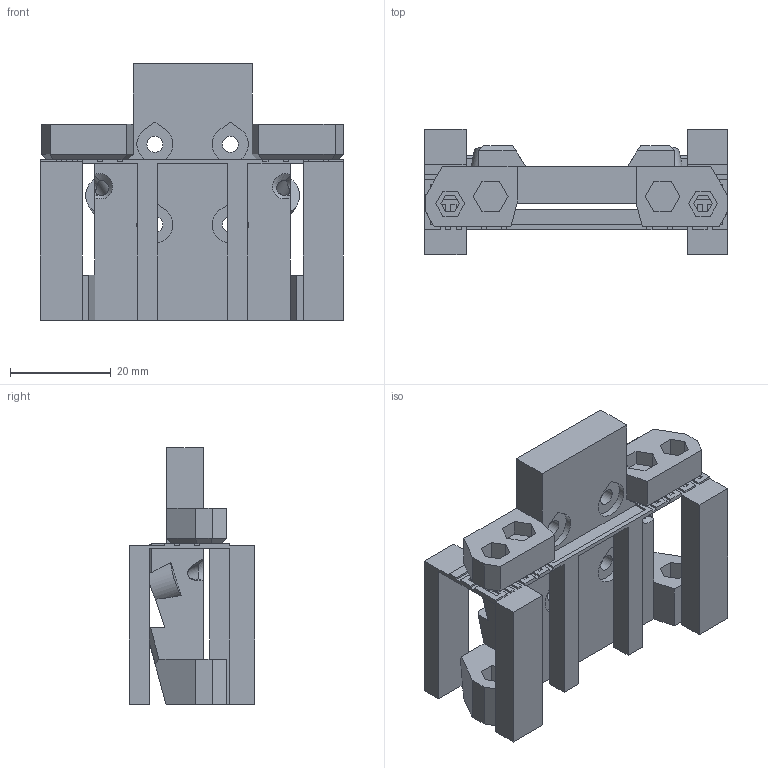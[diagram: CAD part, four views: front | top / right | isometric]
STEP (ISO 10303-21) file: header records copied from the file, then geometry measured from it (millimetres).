
FILE_DESCRIPTION(('FreeCAD Model'),'2;1');
FILE_NAME('Open CASCADE Shape Model','2025-02-15T16:42:01',(''),(''), 'Open CASCADE STEP processor 7.8','FreeCAD','Unknown');
FILE_SCHEMA(('AUTOMOTIVE_DESIGN { 1 0 10303 214 1 1 1 1 }'));
Length unit declared in the file: millimetre
Products named in the file (3): Rail-Side; Support-Body; Body
Assembly tree (2 placements, depth 2):
  Rail-Side
    Support-Body
    Body
Bounding box: 60.32 x 25 x 51.07 mm (x, y, z)
Volume: 17947.6 mm3; surface area: 17024.7 mm2
Topology: 2 solids, 2 shells, 360 faces, 987 edges, 648 vertices
Faces by surface type: plane 336, cylinder 14, bspline 6, cone 4
Full cylindrical faces by diameter (mm): 2.9 x4, 3.2 x4
Entity records: 12249 total; most frequent: CARTESIAN_POINT 3038, ORIENTED_EDGE 1970, DIRECTION 1718, EDGE_CURVE 985, LINE 922, VECTOR 922, VERTEX_POINT 648, FACE_BOUND 399
